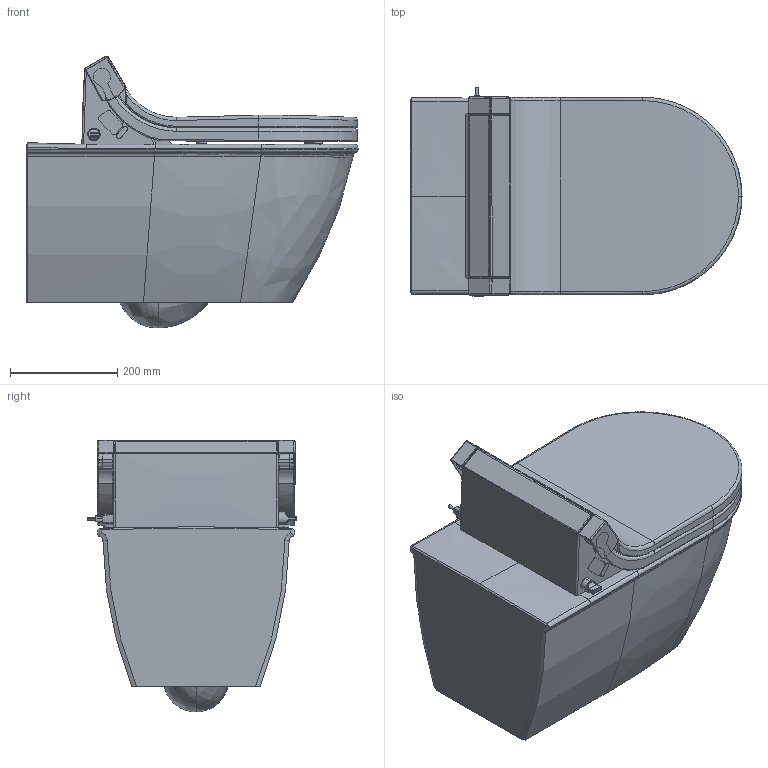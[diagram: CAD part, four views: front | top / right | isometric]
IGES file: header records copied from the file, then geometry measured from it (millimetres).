
Global section: file name: No Iges File Name specified; native system: Autodesk Inventor 2011; preprocessor: AutoDesk Inventor Iges Exporter R2011; author: Administrator; date: 20110608.141601; units: millimetre
Bounding box: 620.01 x 389.04 x 507.9 mm (x, y, z)
Volume: 48598446 mm3; surface area: 1844349.9 mm2
Topology: 20 solids, 20 shells, 618 faces, 1481 edges, 891 vertices
Faces by surface type: bspline 242, plane 161, cylinder 113, revolution 38, torus 27, sphere 25, cone 12
